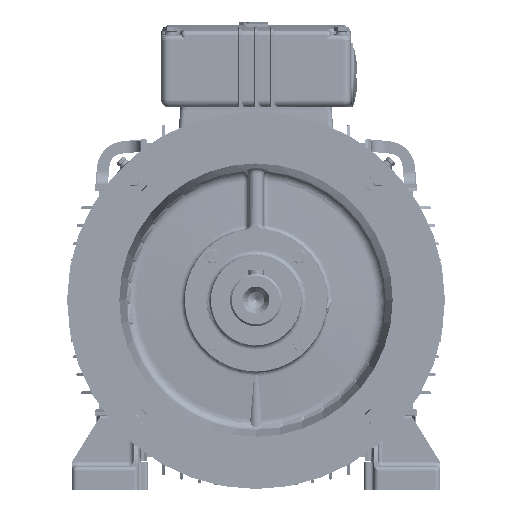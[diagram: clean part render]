
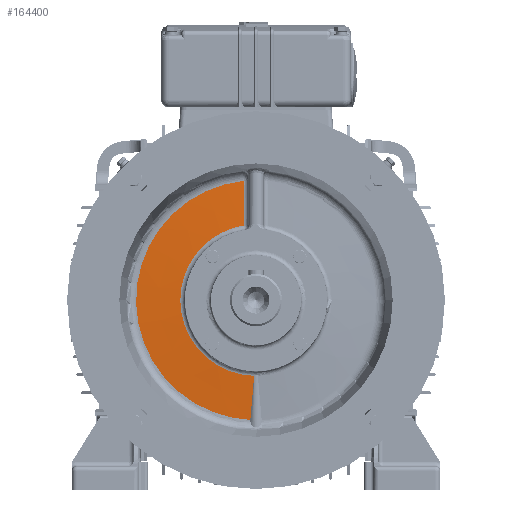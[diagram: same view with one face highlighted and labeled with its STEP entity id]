
A CAD part, front view. The second image highlights one B-rep face of the part: STEP entity #164400.
In plain terms, the highlighted conical face has half-angle 87 degrees and reference radius 103.03 mm.
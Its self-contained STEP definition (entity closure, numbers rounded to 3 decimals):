
#139910=CARTESIAN_POINT('',(206.615,-250.475,
-46.5));
#139911=DIRECTION('',(0.,-1.,0.));
#139912=DIRECTION('',(-0.103,0.,0.995));
#139913=AXIS2_PLACEMENT_3D('',#139910,#139911,#139912);
#140018=CARTESIAN_POINT('',(193.642,-250.475,
79.154));
#140037=CARTESIAN_POINT('',(193.642,-250.475,
79.154));
#140038=CARTESIAN_POINT('',(193.643,-250.746,
73.938));
#140039=CARTESIAN_POINT('',(193.647,-251.289,
63.504));
#140040=CARTESIAN_POINT('',(193.652,-252.102,
47.845));
#140041=CARTESIAN_POINT('',(193.655,-252.645,
37.402));
#140042=CARTESIAN_POINT('',(193.658,-252.916,
32.179));
#140059=CARTESIAN_POINT('',(206.615,-252.916,
-46.5));
#140060=DIRECTION('',(0.,1.,0.));
#140061=DIRECTION('',(-0.025,0.,-1.));
#140062=AXIS2_PLACEMENT_3D('',#140059,#140060,#140061);
#140102=CARTESIAN_POINT('',(200.632,-250.475,
-172.68));
#140103=CARTESIAN_POINT('',(200.899,-250.776,
-166.934));
#140104=CARTESIAN_POINT('',(201.488,-251.36,
-155.822));
#140105=CARTESIAN_POINT('',(202.687,-252.174,
-140.313));
#140106=CARTESIAN_POINT('',(203.703,-252.678,
-130.739));
#140107=CARTESIAN_POINT('',(204.637,-252.916,
-126.214));
#140117=CARTESIAN_POINT('',(200.632,-250.475,
-172.68));
#140398=CARTESIAN_POINT('',(206.615,-252.916,
-46.5));
#140399=DIRECTION('',(0.,1.,0.));
#140400=DIRECTION('',(-1.,0.,
-0.01));
#140401=AXIS2_PLACEMENT_3D('',#140398,#140399,#140400);
#158837=CARTESIAN_POINT('',(204.637,-252.916,
-126.214));
#158838=CARTESIAN_POINT('',(126.88,-252.916,
-47.285));
#158839=VERTEX_POINT('',#158837);
#158840=VERTEX_POINT('',#158838);
#160492=CARTESIAN_POINT('',(193.657,-252.916,
32.179));
#160494=VERTEX_POINT('',#160492);
#161661=VERTEX_POINT('',#140117);
#161664=VERTEX_POINT('',#140018);
#164385=CARTESIAN_POINT('',(206.615,-251.695,
-46.5));
#164386=DIRECTION('',(0.,1.,0.));
#164387=DIRECTION('',(0.,0.,1.));
#164388=AXIS2_PLACEMENT_3D('',#164385,#164386,#164387);
#164389=CONICAL_SURFACE('',#164388,103.03,87.);
#164391=ORIENTED_EDGE('',*,*,#164390,.T.);
#164393=ORIENTED_EDGE('',*,*,#164392,.T.);
#164394=ORIENTED_EDGE('',*,*,#164373,.F.);
#164395=ORIENTED_EDGE('',*,*,#164105,.T.);
#164397=ORIENTED_EDGE('',*,*,#164396,.T.);
#164398=EDGE_LOOP('',(#164391,#164393,#164394,#164395,#164397));
#164399=FACE_OUTER_BOUND('',#164398,.F.);
#164400=ADVANCED_FACE('',(#164399),#164389,.F.);
#139914=CIRCLE('',#139913,126.322);
#140043=B_SPLINE_CURVE_WITH_KNOTS('',3,(#140037,#140038,#140039,#140040,#140041,
#140042),.UNSPECIFIED.,.F.,.F.,(4,1,1,4),(0.,0.333,
0.667,1.),.UNSPECIFIED.);
#140063=CIRCLE('',#140062,79.738);
#140108=B_SPLINE_CURVE_WITH_KNOTS('',3,(#140102,#140103,#140104,#140105,#140106,
#140107),.UNSPECIFIED.,.F.,.F.,(4,1,1,4),(0.,0.333,
0.667,1.),.UNSPECIFIED.);
#140402=CIRCLE('',#140401,79.738);
#164105=EDGE_CURVE('',#161664,#161661,#139914,.T.);
#164373=EDGE_CURVE('',#161664,#160494,#140043,.T.);
#164390=EDGE_CURVE('',#158839,#158840,#140063,.T.);
#164392=EDGE_CURVE('',#158840,#160494,#140402,.T.);
#164396=EDGE_CURVE('',#161661,#158839,#140108,.T.);
